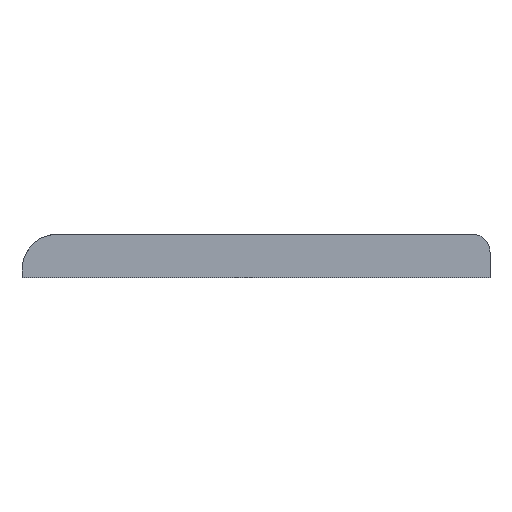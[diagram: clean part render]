
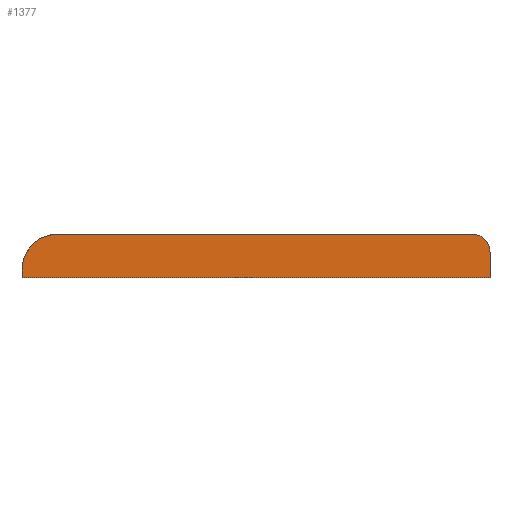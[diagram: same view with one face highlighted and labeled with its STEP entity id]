
A CAD part, front view. The second image highlights one B-rep face of the part: STEP entity #1377.
In plain terms, the highlighted planar face has unit normal (0, -1, 0).
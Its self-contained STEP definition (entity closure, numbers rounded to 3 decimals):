
#19 = FACE_OUTER_BOUND ( 'NONE', #1332, .T. ) ;
#28 = EDGE_CURVE ( 'NONE', #1812, #1864, #2011, .T. ) ;
#118 = CIRCLE ( 'NONE', #540, 10. ) ;
#158 = ORIENTED_EDGE ( 'NONE', *, *, #977, .F. ) ;
#161 = CARTESIAN_POINT ( 'NONE',  ( 126., 0., 7.2 ) ) ;
#182 = CARTESIAN_POINT ( 'NONE',  ( 0., 0., 2.2 ) ) ;
#189 = ORIENTED_EDGE ( 'NONE', *, *, #1821, .F. ) ;
#198 = AXIS2_PLACEMENT_3D ( 'NONE', #161, #741, #581 ) ;
#257 = DIRECTION ( 'NONE',  ( 0., 0., 1. ) ) ;
#258 = CARTESIAN_POINT ( 'NONE',  ( 10., 0., 12.2 ) ) ;
#272 = CARTESIAN_POINT ( 'NONE',  ( 131., 0., 12.2 ) ) ;
#346 = EDGE_CURVE ( 'NONE', #1864, #2039, #574, .T. ) ;
#364 = DIRECTION ( 'NONE',  ( 1., 0., 0. ) ) ;
#453 = CARTESIAN_POINT ( 'NONE',  ( 10., 0., 2.2 ) ) ;
#540 = AXIS2_PLACEMENT_3D ( 'NONE', #453, #667, #841 ) ;
#550 = CARTESIAN_POINT ( 'NONE',  ( 131., 0., 0. ) ) ;
#574 = LINE ( 'NONE', #1799, #1635 ) ;
#581 = DIRECTION ( 'NONE',  ( 0., 0., 1. ) ) ;
#611 = VERTEX_POINT ( 'NONE', #668 ) ;
#667 = DIRECTION ( 'NONE',  ( 0., -1., 0. ) ) ;
#668 = CARTESIAN_POINT ( 'NONE',  ( 126., 0., 12.2 ) ) ;
#741 = DIRECTION ( 'NONE',  ( 0., -1., 0. ) ) ;
#781 = DIRECTION ( 'NONE',  ( 0., 1., 0. ) ) ;
#786 = CARTESIAN_POINT ( 'NONE',  ( 131., 0., 7.2 ) ) ;
#841 = DIRECTION ( 'NONE',  ( 0., 0., 1. ) ) ;
#868 = LINE ( 'NONE', #272, #2196 ) ;
#924 = ORIENTED_EDGE ( 'NONE', *, *, #28, .T. ) ;
#931 = CARTESIAN_POINT ( 'NONE',  ( 0., 0., 12.2 ) ) ;
#957 = DIRECTION ( 'NONE',  ( 0., 0., -1. ) ) ;
#977 = EDGE_CURVE ( 'NONE', #1397, #2039, #868, .T. ) ;
#1071 = PLANE ( 'NONE',  #1340 ) ;
#1167 = VECTOR ( 'NONE', #364, 1000. ) ;
#1194 = EDGE_CURVE ( 'NONE', #1397, #611, #1438, .T. ) ;
#1332 = EDGE_LOOP ( 'NONE', ( #158, #1699, #189, #1535, #924, #1692 ) ) ;
#1340 = AXIS2_PLACEMENT_3D ( 'NONE', #1981, #781, #257 ) ;
#1377 = ADVANCED_FACE ( 'NONE', ( #19 ), #1071, .F. ) ;
#1397 = VERTEX_POINT ( 'NONE', #786 ) ;
#1404 = CARTESIAN_POINT ( 'NONE',  ( 0., 0., 12.2 ) ) ;
#1438 = CIRCLE ( 'NONE', #198, 5. ) ;
#1439 = VECTOR ( 'NONE', #1975, 1000. ) ;
#1457 = DIRECTION ( 'NONE',  ( 1., 0., 0. ) ) ;
#1535 = ORIENTED_EDGE ( 'NONE', *, *, #2173, .T. ) ;
#1635 = VECTOR ( 'NONE', #1457, 1000. ) ;
#1692 = ORIENTED_EDGE ( 'NONE', *, *, #346, .T. ) ;
#1699 = ORIENTED_EDGE ( 'NONE', *, *, #1194, .T. ) ;
#1799 = CARTESIAN_POINT ( 'NONE',  ( 0., 0., 0. ) ) ;
#1812 = VERTEX_POINT ( 'NONE', #182 ) ;
#1821 = EDGE_CURVE ( 'NONE', #2095, #611, #1931, .T. ) ;
#1864 = VERTEX_POINT ( 'NONE', #2091 ) ;
#1931 = LINE ( 'NONE', #1404, #1167 ) ;
#1975 = DIRECTION ( 'NONE',  ( 0., 0., -1. ) ) ;
#1981 = CARTESIAN_POINT ( 'NONE',  ( 0., 0., 12.2 ) ) ;
#2011 = LINE ( 'NONE', #931, #1439 ) ;
#2039 = VERTEX_POINT ( 'NONE', #550 ) ;
#2091 = CARTESIAN_POINT ( 'NONE',  ( 0., 0., 0. ) ) ;
#2095 = VERTEX_POINT ( 'NONE', #258 ) ;
#2173 = EDGE_CURVE ( 'NONE', #2095, #1812, #118, .T. ) ;
#2196 = VECTOR ( 'NONE', #957, 1000. ) ;
